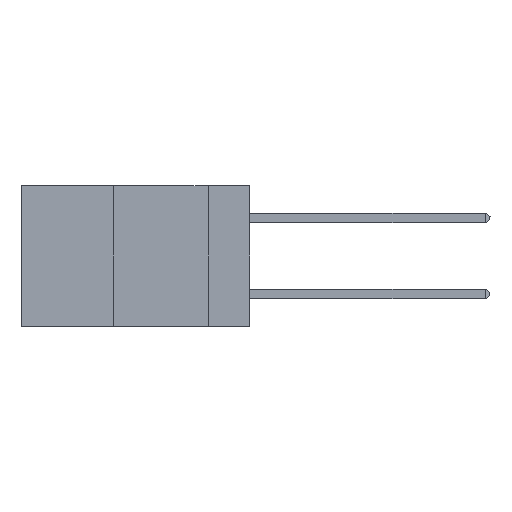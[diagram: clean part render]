
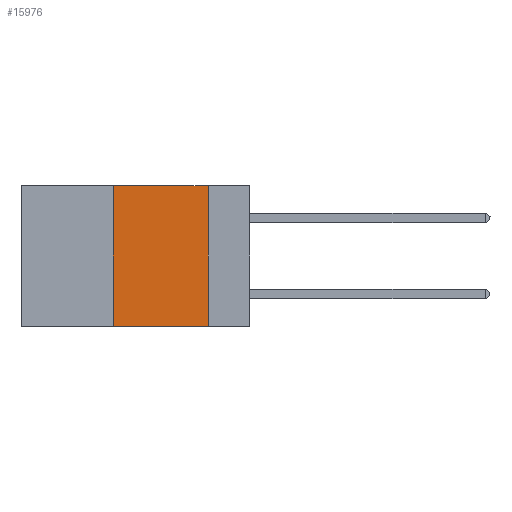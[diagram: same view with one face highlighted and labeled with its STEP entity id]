
A CAD part, left-side view. The second image highlights one B-rep face of the part: STEP entity #15976.
In plain terms, the highlighted planar face has unit normal (-1, 0, 0).
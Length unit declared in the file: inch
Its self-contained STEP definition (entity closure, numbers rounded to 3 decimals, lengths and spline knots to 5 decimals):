
#72 = VERTEX_POINT ( 'NONE', #6584 ) ;
#1492 = VECTOR ( 'NONE', #17368, 39.37008 ) ;
#1853 = CARTESIAN_POINT ( 'NONE',  ( 0., 0.11, -0.37 ) ) ;
#2239 = DIRECTION ( 'NONE',  ( 1., 0., 0. ) ) ;
#3247 = EDGE_LOOP ( 'NONE', ( #13488, #18362, #4024, #18920 ) ) ;
#3777 = DIRECTION ( 'NONE',  ( 0., 0., 1. ) ) ;
#3809 = DIRECTION ( 'NONE',  ( 0., 0., -1. ) ) ;
#4024 = ORIENTED_EDGE ( 'NONE', *, *, #11368, .F. ) ;
#5263 = CARTESIAN_POINT ( 'NONE',  ( 0., 0.11, 0. ) ) ;
#5928 = LINE ( 'NONE', #11480, #19504 ) ;
#6416 = VECTOR ( 'NONE', #3777, 39.37008 ) ;
#6492 = AXIS2_PLACEMENT_3D ( 'NONE', #7794, #2239, #3809 ) ;
#6584 = CARTESIAN_POINT ( 'NONE',  ( 0., 0.36, -0.37 ) ) ;
#7794 = CARTESIAN_POINT ( 'NONE',  ( 0., 0.6, 0. ) ) ;
#9664 = LINE ( 'NONE', #17102, #20682 ) ;
#11368 = EDGE_CURVE ( 'NONE', #72, #18412, #18813, .T. ) ;
#11480 = CARTESIAN_POINT ( 'NONE',  ( 0., 0.6, 0. ) ) ;
#11549 = PLANE ( 'NONE',  #6492 ) ;
#13488 = ORIENTED_EDGE ( 'NONE', *, *, #15154, .F. ) ;
#13660 = LINE ( 'NONE', #20993, #1492 ) ;
#15095 = EDGE_CURVE ( 'NONE', #18412, #20201, #5928, .T. ) ;
#15154 = EDGE_CURVE ( 'NONE', #20201, #17699, #9664, .T. ) ;
#15976 = ADVANCED_FACE ( 'NONE', ( #18730 ), #11549, .F. ) ;
#16595 = CARTESIAN_POINT ( 'NONE',  ( 0., 0.36, 0. ) ) ;
#16635 = EDGE_CURVE ( 'NONE', #72, #17699, #13660, .T. ) ;
#17102 = CARTESIAN_POINT ( 'NONE',  ( 0., 0.11, 0. ) ) ;
#17368 = DIRECTION ( 'NONE',  ( 0., -1., 0. ) ) ;
#17699 = VERTEX_POINT ( 'NONE', #1853 ) ;
#18362 = ORIENTED_EDGE ( 'NONE', *, *, #15095, .F. ) ;
#18412 = VERTEX_POINT ( 'NONE', #16595 ) ;
#18730 = FACE_OUTER_BOUND ( 'NONE', #3247, .T. ) ;
#18779 = DIRECTION ( 'NONE',  ( 0., 0., -1. ) ) ;
#18813 = LINE ( 'NONE', #20524, #6416 ) ;
#18920 = ORIENTED_EDGE ( 'NONE', *, *, #16635, .T. ) ;
#19146 = DIRECTION ( 'NONE',  ( 0., -1., 0. ) ) ;
#19504 = VECTOR ( 'NONE', #19146, 39.37008 ) ;
#20201 = VERTEX_POINT ( 'NONE', #5263 ) ;
#20524 = CARTESIAN_POINT ( 'NONE',  ( 0., 0.36, 0. ) ) ;
#20682 = VECTOR ( 'NONE', #18779, 39.37008 ) ;
#20993 = CARTESIAN_POINT ( 'NONE',  ( 0., 0.6, -0.37 ) ) ;
